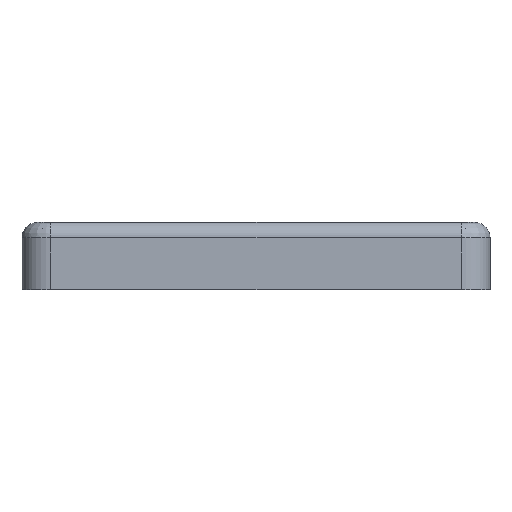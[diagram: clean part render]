
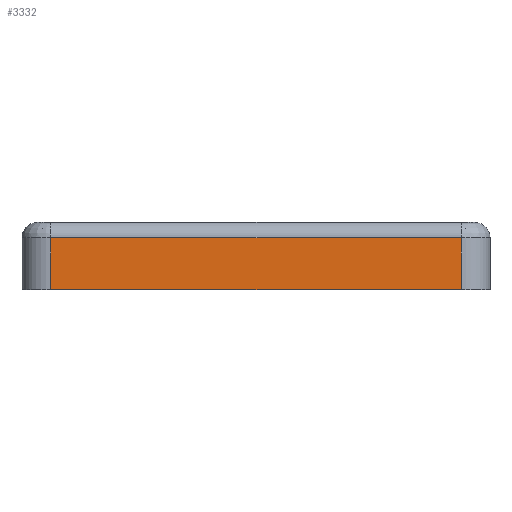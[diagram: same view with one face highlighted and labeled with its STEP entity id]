
A CAD part, left-side view. The second image highlights one B-rep face of the part: STEP entity #3332.
In plain terms, the highlighted planar face has unit normal (-1, 0, 0).
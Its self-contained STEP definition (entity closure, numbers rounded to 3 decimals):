
#993 = CYLINDRICAL_SURFACE('',#994,0.8);
#994 = AXIS2_PLACEMENT_3D('',#995,#996,#997);
#995 = CARTESIAN_POINT('',(-14.2,-10.7,2.7));
#996 = DIRECTION('',(0.,1.,0.));
#997 = DIRECTION('',(-1.,0.,0.));
#2063 = VERTEX_POINT('',#2064);
#2064 = CARTESIAN_POINT('',(-15.,-10.7,2.7));
#2079 = CYLINDRICAL_SURFACE('',#2080,1.5);
#2080 = AXIS2_PLACEMENT_3D('',#2081,#2082,#2083);
#2081 = CARTESIAN_POINT('',(-13.5,-10.7,0.));
#2082 = DIRECTION('',(-0.,-0.,-1.));
#2083 = DIRECTION('',(1.,0.,0.));
#2175 = VERTEX_POINT('',#2176);
#2176 = CARTESIAN_POINT('',(-15.,10.7,2.7));
#2198 = EDGE_CURVE('',#2063,#2175,#2199,.T.);
#2199 = SURFACE_CURVE('',#2200,(#2204,#2211),.PCURVE_S1.);
#2200 = LINE('',#2201,#2202);
#2201 = CARTESIAN_POINT('',(-15.,-10.7,2.7));
#2202 = VECTOR('',#2203,1.);
#2203 = DIRECTION('',(0.,1.,0.));
#2204 = PCURVE('',#993,#2205);
#2205 = DEFINITIONAL_REPRESENTATION('',(#2206),#2210);
#2206 = LINE('',#2207,#2208);
#2207 = CARTESIAN_POINT('',(0.,0.));
#2208 = VECTOR('',#2209,1.);
#2209 = DIRECTION('',(0.,1.));
#2210 = ( GEOMETRIC_REPRESENTATION_CONTEXT(2) 
PARAMETRIC_REPRESENTATION_CONTEXT() REPRESENTATION_CONTEXT('2D SPACE',''
  ) );
#2211 = PCURVE('',#2212,#2217);
#2212 = PLANE('',#2213);
#2213 = AXIS2_PLACEMENT_3D('',#2214,#2215,#2216);
#2214 = CARTESIAN_POINT('',(-15.,-10.7,0.));
#2215 = DIRECTION('',(-1.,0.,0.));
#2216 = DIRECTION('',(0.,1.,0.));
#2217 = DEFINITIONAL_REPRESENTATION('',(#2218),#2222);
#2218 = LINE('',#2219,#2220);
#2219 = CARTESIAN_POINT('',(0.,-2.7));
#2220 = VECTOR('',#2221,1.);
#2221 = DIRECTION('',(1.,0.));
#2222 = ( GEOMETRIC_REPRESENTATION_CONTEXT(2) 
PARAMETRIC_REPRESENTATION_CONTEXT() REPRESENTATION_CONTEXT('2D SPACE',''
  ) );
#2301 = CYLINDRICAL_SURFACE('',#2302,1.5);
#2302 = AXIS2_PLACEMENT_3D('',#2303,#2304,#2305);
#2303 = CARTESIAN_POINT('',(-13.5,10.7,0.));
#2304 = DIRECTION('',(-0.,-0.,-1.));
#2305 = DIRECTION('',(1.,0.,0.));
#3110 = PLANE('',#3111);
#3111 = AXIS2_PLACEMENT_3D('',#3112,#3113,#3114);
#3112 = CARTESIAN_POINT('',(0.,0.,0.));
#3113 = DIRECTION('',(0.,0.,1.));
#3114 = DIRECTION('',(1.,0.,0.));
#3237 = EDGE_CURVE('',#3238,#2063,#3240,.T.);
#3238 = VERTEX_POINT('',#3239);
#3239 = CARTESIAN_POINT('',(-15.,-10.7,0.));
#3240 = SURFACE_CURVE('',#3241,(#3245,#3252),.PCURVE_S1.);
#3241 = LINE('',#3242,#3243);
#3242 = CARTESIAN_POINT('',(-15.,-10.7,0.));
#3243 = VECTOR('',#3244,1.);
#3244 = DIRECTION('',(0.,0.,1.));
#3245 = PCURVE('',#2079,#3246);
#3246 = DEFINITIONAL_REPRESENTATION('',(#3247),#3251);
#3247 = LINE('',#3248,#3249);
#3248 = CARTESIAN_POINT('',(-3.142,0.));
#3249 = VECTOR('',#3250,1.);
#3250 = DIRECTION('',(-0.,-1.));
#3251 = ( GEOMETRIC_REPRESENTATION_CONTEXT(2) 
PARAMETRIC_REPRESENTATION_CONTEXT() REPRESENTATION_CONTEXT('2D SPACE',''
  ) );
#3252 = PCURVE('',#2212,#3253);
#3253 = DEFINITIONAL_REPRESENTATION('',(#3254),#3258);
#3254 = LINE('',#3255,#3256);
#3255 = CARTESIAN_POINT('',(0.,0.));
#3256 = VECTOR('',#3257,1.);
#3257 = DIRECTION('',(0.,-1.));
#3258 = ( GEOMETRIC_REPRESENTATION_CONTEXT(2) 
PARAMETRIC_REPRESENTATION_CONTEXT() REPRESENTATION_CONTEXT('2D SPACE',''
  ) );
#3332 = ADVANCED_FACE('',(#3333),#2212,.T.);
#3333 = FACE_BOUND('',#3334,.T.);
#3334 = EDGE_LOOP('',(#3335,#3336,#3337,#3360));
#3335 = ORIENTED_EDGE('',*,*,#3237,.T.);
#3336 = ORIENTED_EDGE('',*,*,#2198,.T.);
#3337 = ORIENTED_EDGE('',*,*,#3338,.F.);
#3338 = EDGE_CURVE('',#3339,#2175,#3341,.T.);
#3339 = VERTEX_POINT('',#3340);
#3340 = CARTESIAN_POINT('',(-15.,10.7,0.));
#3341 = SURFACE_CURVE('',#3342,(#3346,#3353),.PCURVE_S1.);
#3342 = LINE('',#3343,#3344);
#3343 = CARTESIAN_POINT('',(-15.,10.7,0.));
#3344 = VECTOR('',#3345,1.);
#3345 = DIRECTION('',(0.,0.,1.));
#3346 = PCURVE('',#2212,#3347);
#3347 = DEFINITIONAL_REPRESENTATION('',(#3348),#3352);
#3348 = LINE('',#3349,#3350);
#3349 = CARTESIAN_POINT('',(21.4,0.));
#3350 = VECTOR('',#3351,1.);
#3351 = DIRECTION('',(0.,-1.));
#3352 = ( GEOMETRIC_REPRESENTATION_CONTEXT(2) 
PARAMETRIC_REPRESENTATION_CONTEXT() REPRESENTATION_CONTEXT('2D SPACE',''
  ) );
#3353 = PCURVE('',#2301,#3354);
#3354 = DEFINITIONAL_REPRESENTATION('',(#3355),#3359);
#3355 = LINE('',#3356,#3357);
#3356 = CARTESIAN_POINT('',(-3.142,0.));
#3357 = VECTOR('',#3358,1.);
#3358 = DIRECTION('',(-0.,-1.));
#3359 = ( GEOMETRIC_REPRESENTATION_CONTEXT(2) 
PARAMETRIC_REPRESENTATION_CONTEXT() REPRESENTATION_CONTEXT('2D SPACE',''
  ) );
#3360 = ORIENTED_EDGE('',*,*,#3361,.F.);
#3361 = EDGE_CURVE('',#3238,#3339,#3362,.T.);
#3362 = SURFACE_CURVE('',#3363,(#3367,#3374),.PCURVE_S1.);
#3363 = LINE('',#3364,#3365);
#3364 = CARTESIAN_POINT('',(-15.,-10.7,0.));
#3365 = VECTOR('',#3366,1.);
#3366 = DIRECTION('',(0.,1.,0.));
#3367 = PCURVE('',#2212,#3368);
#3368 = DEFINITIONAL_REPRESENTATION('',(#3369),#3373);
#3369 = LINE('',#3370,#3371);
#3370 = CARTESIAN_POINT('',(0.,0.));
#3371 = VECTOR('',#3372,1.);
#3372 = DIRECTION('',(1.,0.));
#3373 = ( GEOMETRIC_REPRESENTATION_CONTEXT(2) 
PARAMETRIC_REPRESENTATION_CONTEXT() REPRESENTATION_CONTEXT('2D SPACE',''
  ) );
#3374 = PCURVE('',#3110,#3375);
#3375 = DEFINITIONAL_REPRESENTATION('',(#3376),#3380);
#3376 = LINE('',#3377,#3378);
#3377 = CARTESIAN_POINT('',(-15.,-10.7));
#3378 = VECTOR('',#3379,1.);
#3379 = DIRECTION('',(0.,1.));
#3380 = ( GEOMETRIC_REPRESENTATION_CONTEXT(2) 
PARAMETRIC_REPRESENTATION_CONTEXT() REPRESENTATION_CONTEXT('2D SPACE',''
  ) );
